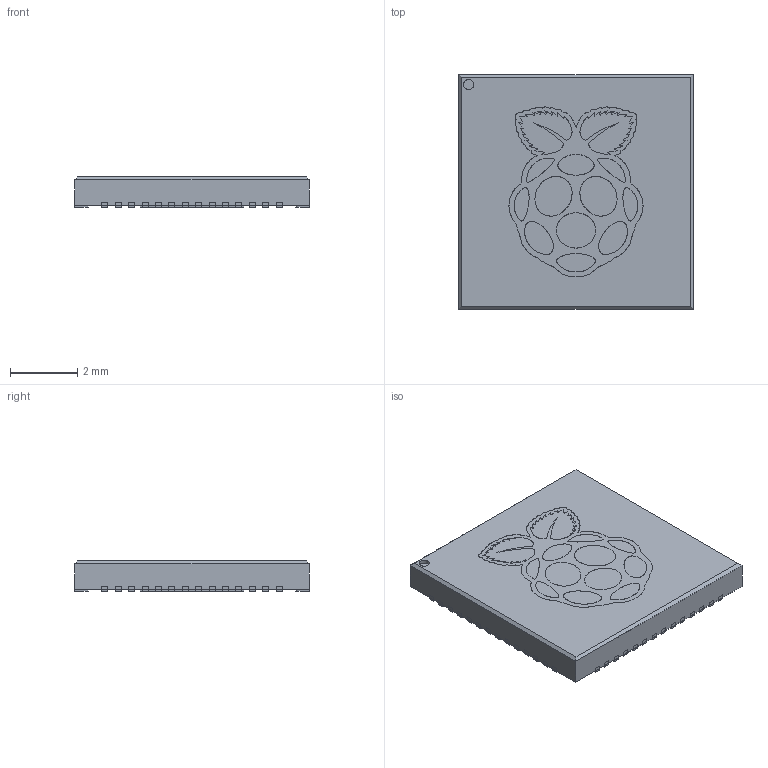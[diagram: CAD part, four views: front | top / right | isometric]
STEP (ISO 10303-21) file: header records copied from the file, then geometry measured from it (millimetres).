
FILE_DESCRIPTION(/* description */ (''),/* implementation_level */ '2;1');
FILE_NAME(/* name */ 'Raspberri_Pi_RP2040.step',/* time_stamp */ '2022-11-26T19:33:23-05:00',/* author */ (''),/* organization */ (''),/* preprocessor_version */ 'ST-DEVELOPER v19.2',/* originating_system */ 'Autodesk Translation Framework v11.17.0.187',/* authorisation */ '');
FILE_SCHEMA (('AUTOMOTIVE_DESIGN { 1 0 10303 214 3 1 1 }'));
Length unit declared in the file: millimetre
Products named in the file (2): QFN40P700X700X90-57T310N; Model
Assembly tree (1 placements, depth 2):
  QFN40P700X700X90-57T310N
    Model
Bounding box: 7 x 7 x 0.9 mm (x, y, z)
Volume: 42.2 mm3; surface area: 179.3 mm2
Topology: 59 solids, 59 shells, 762 faces, 1883 edges, 1254 vertices
Faces by surface type: plane 425, bspline 268, cylinder 69
Full cylindrical faces by diameter (mm): 0.3 x1
Entity records: 30523 total; most frequent: CARTESIAN_POINT 14018, ORIENTED_EDGE 3766, DIRECTION 2495, EDGE_CURVE 1883, VERTEX_POINT 1254, LINE 1209, VECTOR 1209, EDGE_LOOP 803
